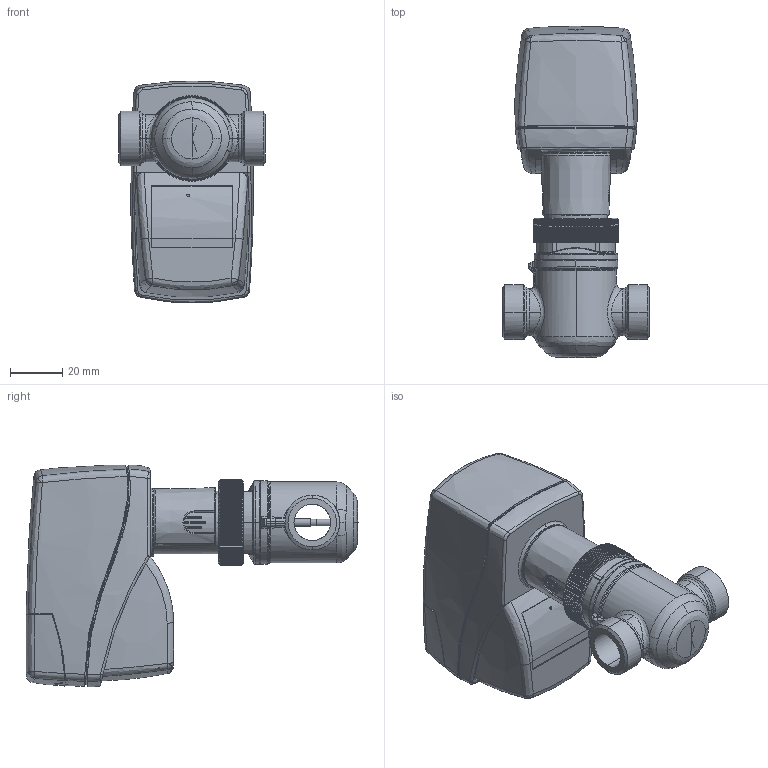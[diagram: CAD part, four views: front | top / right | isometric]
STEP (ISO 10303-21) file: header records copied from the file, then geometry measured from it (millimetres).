
FILE_DESCRIPTION (( 'STEP AP203' ), '1' );
FILE_NAME ('BR216MZ_DN15.STEP', '2012-10-15T05:44:29', ( 'test' ), ( '' ), 'SwSTEP 2.0', 'SolidWorks 2011', '' );
FILE_SCHEMA (( 'CONFIG_CONTROL_DESIGN' ));
Length unit declared in the file: millimetre
Products named in the file (17): BR216MZ_DN15; MC15; 11627087_1; 11627067_1; 11627058_1; 11627071_1; 11627081_1; 11627064_1; 11627065_1; 117433-117448-117449-117434-117452-117435_ohne kappe_1; 50036538_1; 50036534_1; 50032689_1; 50027590_ASM; 50027589_AF0_1; 50027590_ASM_1; ZZ12-02-0001_1
Assembly tree (16 placements, depth 4):
  BR216MZ_DN15
    MC15
      11627058_1
      11627065_1
      11627064_1
      11627087_1
      11627071_1
      11627081_1
      11627067_1
    117433-117448-117449-117434-117452-117435_ohne kappe_1
      50032689_1
      ZZ12-02-0001_1
      50036538_1
      50036534_1
      50027590_ASM
        50027589_AF0_1
        50027590_ASM_1
Bounding box: 56 x 127.07 x 84.92 mm (x, y, z)
Volume: 60134.7 mm3; surface area: 78808.2 mm2
Topology: 10 solids, 30 shells, 4973 faces, 13929 edges, 9126 vertices
Faces by surface type: plane 3308, bspline 1102, cylinder 368, cone 193, torus 2
Entity records: 213143 total; most frequent: CARTESIAN_POINT 104759, ORIENTED_EDGE 27665, EDGE_CURVE 13867, DIRECTION 13553, VERTEX_POINT 9130, B_SPLINE_CURVE_WITH_KNOTS 8517, EDGE_LOOP 5233, FACE_OUTER_BOUND 4975
